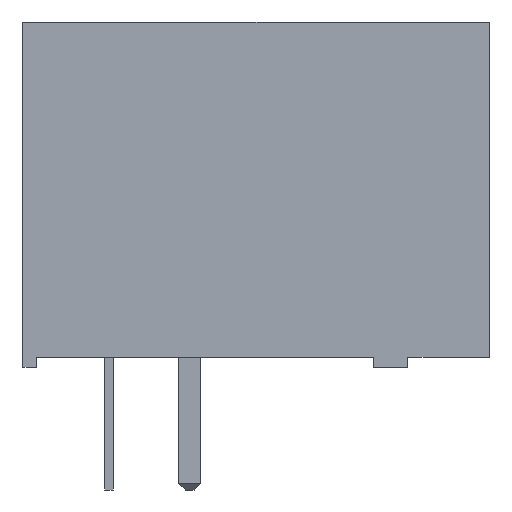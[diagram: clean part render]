
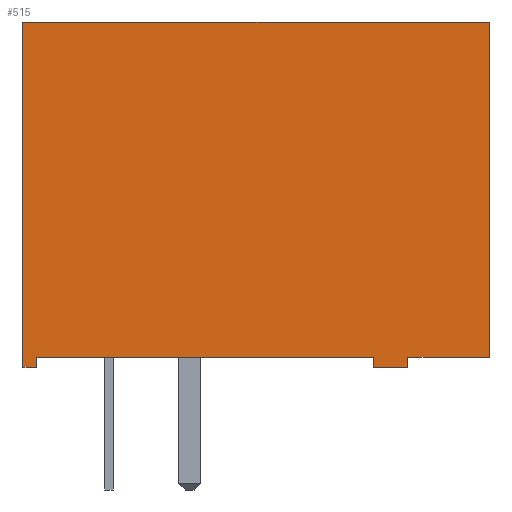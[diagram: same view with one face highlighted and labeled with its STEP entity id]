
A CAD part, left-side view. The second image highlights one B-rep face of the part: STEP entity #515.
In plain terms, the highlighted planar face has unit normal (-1, 0, 0).
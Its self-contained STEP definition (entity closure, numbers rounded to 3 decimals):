
#123 = EDGE_CURVE('',#124,#126,#128,.T.);
#124 = VERTEX_POINT('',#125);
#125 = CARTESIAN_POINT('',(0.,0.,-9.7)
  );
#126 = VERTEX_POINT('',#127);
#127 = CARTESIAN_POINT('',(0.,2.35,-9.7));
#128 = LINE('',#129,#130);
#129 = CARTESIAN_POINT('',(0.,0.,-9.7));
#130 = VECTOR('',#131,1.);
#131 = DIRECTION('',(0.,1.,0.));
#150 = VERTEX_POINT('',#151);
#151 = CARTESIAN_POINT('',(0.,3.35,-9.7));
#157 = EDGE_CURVE('',#150,#158,#160,.T.);
#158 = VERTEX_POINT('',#159);
#159 = CARTESIAN_POINT('',(0.,13.1,-9.7));
#160 = LINE('',#161,#162);
#161 = CARTESIAN_POINT('',(0.,3.35,-9.7));
#162 = VECTOR('',#163,1.);
#163 = DIRECTION('',(0.,1.,0.));
#515 = ADVANCED_FACE('',(#516),#580,.F.);
#516 = FACE_BOUND('',#517,.F.);
#517 = EDGE_LOOP('',(#518,#526,#527,#535,#543,#549,#550,#558,#566,#574)
  );
#518 = ORIENTED_EDGE('',*,*,#519,.T.);
#519 = EDGE_CURVE('',#520,#124,#522,.T.);
#520 = VERTEX_POINT('',#521);
#521 = CARTESIAN_POINT('',(0.,0.,0.));
#522 = LINE('',#523,#524);
#523 = CARTESIAN_POINT('',(0.,0.,0.));
#524 = VECTOR('',#525,1.);
#525 = DIRECTION('',(0.,0.,-1.));
#526 = ORIENTED_EDGE('',*,*,#123,.T.);
#527 = ORIENTED_EDGE('',*,*,#528,.T.);
#528 = EDGE_CURVE('',#126,#529,#531,.T.);
#529 = VERTEX_POINT('',#530);
#530 = CARTESIAN_POINT('',(0.,2.35,-10.));
#531 = LINE('',#532,#533);
#532 = CARTESIAN_POINT('',(0.,2.35,-9.7));
#533 = VECTOR('',#534,1.);
#534 = DIRECTION('',(0.,0.,-1.));
#535 = ORIENTED_EDGE('',*,*,#536,.T.);
#536 = EDGE_CURVE('',#529,#537,#539,.T.);
#537 = VERTEX_POINT('',#538);
#538 = CARTESIAN_POINT('',(0.,3.35,-10.));
#539 = LINE('',#540,#541);
#540 = CARTESIAN_POINT('',(0.,2.35,-10.));
#541 = VECTOR('',#542,1.);
#542 = DIRECTION('',(0.,1.,0.));
#543 = ORIENTED_EDGE('',*,*,#544,.T.);
#544 = EDGE_CURVE('',#537,#150,#545,.T.);
#545 = LINE('',#546,#547);
#546 = CARTESIAN_POINT('',(0.,3.35,-10.));
#547 = VECTOR('',#548,1.);
#548 = DIRECTION('',(0.,0.,1.));
#549 = ORIENTED_EDGE('',*,*,#157,.T.);
#550 = ORIENTED_EDGE('',*,*,#551,.T.);
#551 = EDGE_CURVE('',#158,#552,#554,.T.);
#552 = VERTEX_POINT('',#553);
#553 = CARTESIAN_POINT('',(0.,13.1,-10.));
#554 = LINE('',#555,#556);
#555 = CARTESIAN_POINT('',(0.,13.1,-9.7));
#556 = VECTOR('',#557,1.);
#557 = DIRECTION('',(0.,0.,-1.));
#558 = ORIENTED_EDGE('',*,*,#559,.T.);
#559 = EDGE_CURVE('',#552,#560,#562,.T.);
#560 = VERTEX_POINT('',#561);
#561 = CARTESIAN_POINT('',(0.,13.5,-10.));
#562 = LINE('',#563,#564);
#563 = CARTESIAN_POINT('',(0.,13.1,-10.));
#564 = VECTOR('',#565,1.);
#565 = DIRECTION('',(0.,1.,0.));
#566 = ORIENTED_EDGE('',*,*,#567,.T.);
#567 = EDGE_CURVE('',#560,#568,#570,.T.);
#568 = VERTEX_POINT('',#569);
#569 = CARTESIAN_POINT('',(0.,13.5,0.)
  );
#570 = LINE('',#571,#572);
#571 = CARTESIAN_POINT('',(0.,13.5,-9.7));
#572 = VECTOR('',#573,1.);
#573 = DIRECTION('',(0.,0.,1.));
#574 = ORIENTED_EDGE('',*,*,#575,.T.);
#575 = EDGE_CURVE('',#568,#520,#576,.T.);
#576 = LINE('',#577,#578);
#577 = CARTESIAN_POINT('',(0.,13.5,0.)
  );
#578 = VECTOR('',#579,1.);
#579 = DIRECTION('',(0.,-1.,0.));
#580 = PLANE('',#581);
#581 = AXIS2_PLACEMENT_3D('',#582,#583,#584);
#582 = CARTESIAN_POINT('',(0.,6.783,
    -4.985));
#583 = DIRECTION('',(1.,0.,0.));
#584 = DIRECTION('',(0.,0.,1.));
